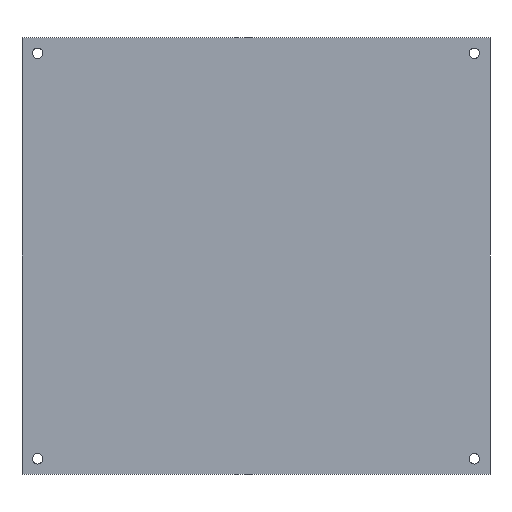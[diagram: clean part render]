
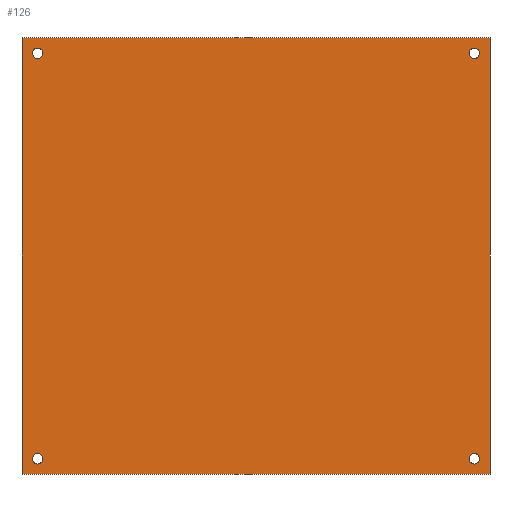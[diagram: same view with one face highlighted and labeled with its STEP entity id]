
A CAD part, front view. The second image highlights one B-rep face of the part: STEP entity #126.
In plain terms, the highlighted planar face has unit normal (0, -1, 0).
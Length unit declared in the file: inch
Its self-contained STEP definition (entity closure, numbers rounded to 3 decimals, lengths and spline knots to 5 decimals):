
#5 = AXIS2_PLACEMENT_3D ( 'NONE', #435, #480, #385 ) ;
#11 = VERTEX_POINT ( 'NONE', #349 ) ;
#12 = DIRECTION ( 'NONE',  ( 0., 1., 0. ) ) ;
#14 = VERTEX_POINT ( 'NONE', #54 ) ;
#16 = VERTEX_POINT ( 'NONE', #94 ) ;
#21 = PLANE ( 'NONE',  #5 ) ;
#23 = CIRCLE ( 'NONE', #162, 0.25 ) ;
#30 = ORIENTED_EDGE ( 'NONE', *, *, #252, .T. ) ;
#35 = AXIS2_PLACEMENT_3D ( 'NONE', #116, #12, #92 ) ;
#43 = CARTESIAN_POINT ( 'NONE',  ( 10.5, 0., 9.75 ) ) ;
#44 = EDGE_CURVE ( 'NONE', #135, #393, #215, .T. ) ;
#47 = ORIENTED_EDGE ( 'NONE', *, *, #501, .T. ) ;
#54 = CARTESIAN_POINT ( 'NONE',  ( -10.5, 0., -9.5 ) ) ;
#57 = ORIENTED_EDGE ( 'NONE', *, *, #161, .T. ) ;
#61 = VERTEX_POINT ( 'NONE', #144 ) ;
#64 = ORIENTED_EDGE ( 'NONE', *, *, #261, .T. ) ;
#70 = FACE_OUTER_BOUND ( 'NONE', #263, .T. ) ;
#71 = DIRECTION ( 'NONE',  ( 0., 1., 0. ) ) ;
#73 = AXIS2_PLACEMENT_3D ( 'NONE', #396, #274, #439 ) ;
#74 = DIRECTION ( 'NONE',  ( 0., 0., 1. ) ) ;
#80 = VECTOR ( 'NONE', #505, 39.37008 ) ;
#81 = CARTESIAN_POINT ( 'NONE',  ( 11.25, 0., -10.5 ) ) ;
#86 = EDGE_CURVE ( 'NONE', #343, #14, #336, .T. ) ;
#90 = CIRCLE ( 'NONE', #461, 0.25 ) ;
#92 = DIRECTION ( 'NONE',  ( 0., 0., 1. ) ) ;
#94 = CARTESIAN_POINT ( 'NONE',  ( 10.5, 0., -10. ) ) ;
#100 = EDGE_LOOP ( 'NONE', ( #462, #384 ) ) ;
#104 = FACE_BOUND ( 'NONE', #273, .T. ) ;
#111 = FACE_BOUND ( 'NONE', #100, .T. ) ;
#112 = CARTESIAN_POINT ( 'NONE',  ( -10.5, 0., -9.75 ) ) ;
#116 = CARTESIAN_POINT ( 'NONE',  ( -10.5, 0., -9.75 ) ) ;
#126 = ADVANCED_FACE ( 'NONE', ( #70, #429, #104, #217, #111 ), #21, .T. ) ;
#131 = VECTOR ( 'NONE', #157, 39.37008 ) ;
#132 = ORIENTED_EDGE ( 'NONE', *, *, #207, .T. ) ;
#135 = VERTEX_POINT ( 'NONE', #142 ) ;
#142 = CARTESIAN_POINT ( 'NONE',  ( -11.25, 0., 10.5 ) ) ;
#144 = CARTESIAN_POINT ( 'NONE',  ( 10.5, 0., -9.5 ) ) ;
#145 = EDGE_LOOP ( 'NONE', ( #64, #356 ) ) ;
#152 = DIRECTION ( 'NONE',  ( 0., 1., 0. ) ) ;
#157 = DIRECTION ( 'NONE',  ( 0., 0., 1. ) ) ;
#161 = EDGE_CURVE ( 'NONE', #195, #515, #334, .T. ) ;
#162 = AXIS2_PLACEMENT_3D ( 'NONE', #43, #249, #164 ) ;
#164 = DIRECTION ( 'NONE',  ( 0., 0., 1. ) ) ;
#167 = CIRCLE ( 'NONE', #235, 0.25 ) ;
#180 = EDGE_LOOP ( 'NONE', ( #227, #466 ) ) ;
#187 = CARTESIAN_POINT ( 'NONE',  ( 11.25, 0., -10.5 ) ) ;
#188 = AXIS2_PLACEMENT_3D ( 'NONE', #209, #536, #448 ) ;
#195 = VERTEX_POINT ( 'NONE', #517 ) ;
#201 = VECTOR ( 'NONE', #436, 39.37008 ) ;
#207 = EDGE_CURVE ( 'NONE', #512, #135, #309, .T. ) ;
#209 = CARTESIAN_POINT ( 'NONE',  ( 10.5, 0., -9.75 ) ) ;
#210 = EDGE_CURVE ( 'NONE', #61, #16, #445, .T. ) ;
#214 = DIRECTION ( 'NONE',  ( 0., 0., 1. ) ) ;
#215 = LINE ( 'NONE', #519, #80 ) ;
#217 = FACE_BOUND ( 'NONE', #180, .T. ) ;
#220 = ORIENTED_EDGE ( 'NONE', *, *, #44, .T. ) ;
#226 = VERTEX_POINT ( 'NONE', #257 ) ;
#227 = ORIENTED_EDGE ( 'NONE', *, *, #210, .T. ) ;
#230 = CARTESIAN_POINT ( 'NONE',  ( -11.25, 0., 10.5 ) ) ;
#235 = AXIS2_PLACEMENT_3D ( 'NONE', #112, #486, #74 ) ;
#238 = CARTESIAN_POINT ( 'NONE',  ( -11.25, 0., -10.5 ) ) ;
#240 = AXIS2_PLACEMENT_3D ( 'NONE', #352, #152, #214 ) ;
#249 = DIRECTION ( 'NONE',  ( 0., 1., 0. ) ) ;
#252 = EDGE_CURVE ( 'NONE', #515, #195, #90, .T. ) ;
#257 = CARTESIAN_POINT ( 'NONE',  ( 10.5, 0., 10. ) ) ;
#261 = EDGE_CURVE ( 'NONE', #14, #343, #167, .T. ) ;
#263 = EDGE_LOOP ( 'NONE', ( #47, #132, #220, #308 ) ) ;
#273 = EDGE_LOOP ( 'NONE', ( #57, #30 ) ) ;
#274 = DIRECTION ( 'NONE',  ( 0., 1., 0. ) ) ;
#283 = CARTESIAN_POINT ( 'NONE',  ( 10.5, 0., 9.75 ) ) ;
#299 = EDGE_CURVE ( 'NONE', #393, #311, #442, .T. ) ;
#308 = ORIENTED_EDGE ( 'NONE', *, *, #299, .T. ) ;
#309 = LINE ( 'NONE', #230, #468 ) ;
#311 = VERTEX_POINT ( 'NONE', #187 ) ;
#320 = CARTESIAN_POINT ( 'NONE',  ( -10.5, 0., 9.75 ) ) ;
#323 = AXIS2_PLACEMENT_3D ( 'NONE', #283, #412, #498 ) ;
#334 = CIRCLE ( 'NONE', #240, 0.25 ) ;
#336 = CIRCLE ( 'NONE', #35, 0.25 ) ;
#343 = VERTEX_POINT ( 'NONE', #481 ) ;
#349 = CARTESIAN_POINT ( 'NONE',  ( 10.5, 0., 9.5 ) ) ;
#352 = CARTESIAN_POINT ( 'NONE',  ( -10.5, 0., 9.75 ) ) ;
#356 = ORIENTED_EDGE ( 'NONE', *, *, #86, .T. ) ;
#367 = CARTESIAN_POINT ( 'NONE',  ( -11.25, 0., -10.5 ) ) ;
#384 = ORIENTED_EDGE ( 'NONE', *, *, #443, .T. ) ;
#385 = DIRECTION ( 'NONE',  ( 0., 0., -1. ) ) ;
#393 = VERTEX_POINT ( 'NONE', #367 ) ;
#394 = CIRCLE ( 'NONE', #188, 0.25 ) ;
#396 = CARTESIAN_POINT ( 'NONE',  ( 10.5, 0., -9.75 ) ) ;
#410 = CARTESIAN_POINT ( 'NONE',  ( -10.5, 0., 9.5 ) ) ;
#412 = DIRECTION ( 'NONE',  ( 0., 1., 0. ) ) ;
#414 = CARTESIAN_POINT ( 'NONE',  ( 11.25, 0., 10.5 ) ) ;
#416 = EDGE_CURVE ( 'NONE', #16, #61, #394, .T. ) ;
#425 = DIRECTION ( 'NONE',  ( -1., 0., 0. ) ) ;
#429 = FACE_BOUND ( 'NONE', #145, .T. ) ;
#435 = CARTESIAN_POINT ( 'NONE',  ( -11.25, 0., -10.5 ) ) ;
#436 = DIRECTION ( 'NONE',  ( 1., 0., 0. ) ) ;
#439 = DIRECTION ( 'NONE',  ( 0., 0., 1. ) ) ;
#442 = LINE ( 'NONE', #238, #201 ) ;
#443 = EDGE_CURVE ( 'NONE', #11, #226, #23, .T. ) ;
#445 = CIRCLE ( 'NONE', #73, 0.25 ) ;
#447 = LINE ( 'NONE', #81, #131 ) ;
#448 = DIRECTION ( 'NONE',  ( 0., 0., 1. ) ) ;
#453 = EDGE_CURVE ( 'NONE', #226, #11, #457, .T. ) ;
#457 = CIRCLE ( 'NONE', #323, 0.25 ) ;
#461 = AXIS2_PLACEMENT_3D ( 'NONE', #320, #71, #529 ) ;
#462 = ORIENTED_EDGE ( 'NONE', *, *, #453, .T. ) ;
#466 = ORIENTED_EDGE ( 'NONE', *, *, #416, .T. ) ;
#468 = VECTOR ( 'NONE', #425, 39.37008 ) ;
#480 = DIRECTION ( 'NONE',  ( 0., -1., 0. ) ) ;
#481 = CARTESIAN_POINT ( 'NONE',  ( -10.5, 0., -10. ) ) ;
#486 = DIRECTION ( 'NONE',  ( 0., 1., 0. ) ) ;
#498 = DIRECTION ( 'NONE',  ( 0., 0., 1. ) ) ;
#501 = EDGE_CURVE ( 'NONE', #311, #512, #447, .T. ) ;
#505 = DIRECTION ( 'NONE',  ( 0., 0., -1. ) ) ;
#512 = VERTEX_POINT ( 'NONE', #414 ) ;
#515 = VERTEX_POINT ( 'NONE', #410 ) ;
#517 = CARTESIAN_POINT ( 'NONE',  ( -10.5, 0., 10. ) ) ;
#519 = CARTESIAN_POINT ( 'NONE',  ( -11.25, 0., -10.5 ) ) ;
#529 = DIRECTION ( 'NONE',  ( 0., 0., 1. ) ) ;
#536 = DIRECTION ( 'NONE',  ( 0., 1., 0. ) ) ;
